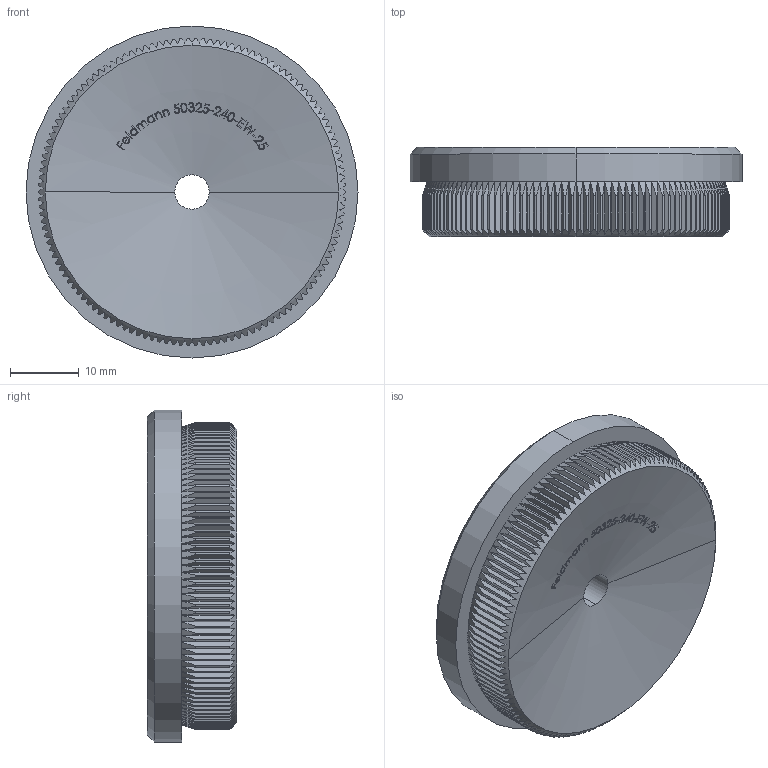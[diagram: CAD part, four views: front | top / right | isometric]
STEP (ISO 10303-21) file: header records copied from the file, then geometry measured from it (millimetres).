
FILE_DESCRIPTION (( 'STEP AP203' ), '1' );
FILE_NAME ('50325-240-EW.step', '2018-10-25T11:58:00', ( '' ), ( '' ), 'SwSTEP 2.0', 'SolidWorks 2015', '' );
FILE_SCHEMA (( 'CONFIG_CONTROL_DESIGN' ));
Length unit declared in the file: millimetre
Products named in the file (1): 50325-240-EW
Bounding box: 48.3 x 13 x 48.3 mm (x, y, z)
Volume: 19273.2 mm3; surface area: 6271.9 mm2
Topology: 1 solids, 1 shells, 826 faces, 2121 edges, 1326 vertices
Faces by surface type: plane 405, cone 165, cylinder 134, bspline 122
Entity records: 30628 total; most frequent: CARTESIAN_POINT 12708, ORIENTED_EDGE 4242, DIRECTION 2887, EDGE_CURVE 2121, VERTEX_POINT 1326, AXIS2_PLACEMENT_3D 1111, B_SPLINE_CURVE_WITH_KNOTS 1050, EDGE_LOOP 857
